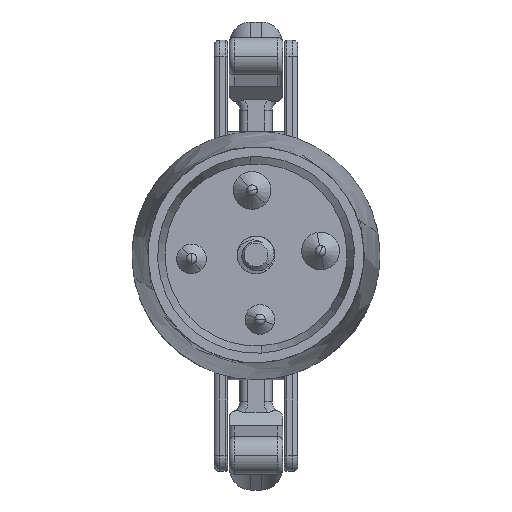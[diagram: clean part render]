
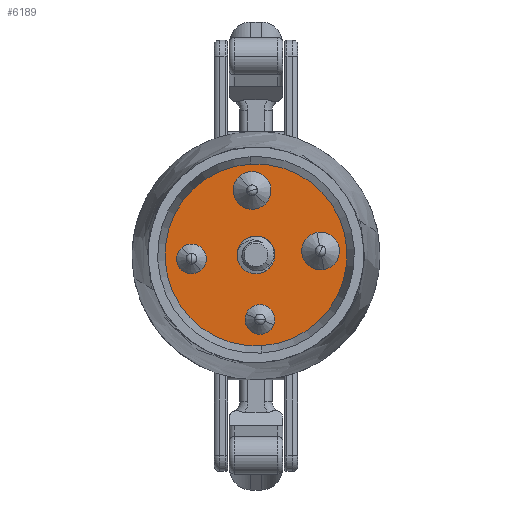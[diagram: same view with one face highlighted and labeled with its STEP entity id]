
A CAD part, top view. The second image highlights one B-rep face of the part: STEP entity #6189.
In plain terms, the highlighted face is planar.
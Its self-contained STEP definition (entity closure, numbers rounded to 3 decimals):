
#80 = CIRCLE ( 'NONE', #6194, 5. ) ;
#185 = EDGE_LOOP ( 'NONE', ( #7845, #10103 ) ) ;
#282 = AXIS2_PLACEMENT_3D ( 'NONE', #1437, #9550, #10413 ) ;
#395 = CIRCLE ( 'NONE', #1247, 33.757 ) ;
#397 = EDGE_CURVE ( 'NONE', #11855, #9974, #9685, .T. ) ;
#436 = EDGE_CURVE ( 'NONE', #456, #5123, #395, .T. ) ;
#456 = VERTEX_POINT ( 'NONE', #11923 ) ;
#610 = VERTEX_POINT ( 'NONE', #8491 ) ;
#744 = DIRECTION ( 'NONE',  ( 0., -1., 0. ) ) ;
#770 = CIRCLE ( 'NONE', #12348, 5. ) ;
#833 = DIRECTION ( 'NONE',  ( 0., 0., 1. ) ) ;
#852 = DIRECTION ( 'NONE',  ( 0., 0., 1. ) ) ;
#909 = CARTESIAN_POINT ( 'NONE',  ( 0., 9., 0. ) ) ;
#1016 = CARTESIAN_POINT ( 'NONE',  ( 0., 9., 24. ) ) ;
#1247 = AXIS2_PLACEMENT_3D ( 'NONE', #2939, #7829, #833 ) ;
#1437 = CARTESIAN_POINT ( 'NONE',  ( 0., 9., 0. ) ) ;
#1615 = FACE_BOUND ( 'NONE', #10875, .T. ) ;
#1883 = ORIENTED_EDGE ( 'NONE', *, *, #12351, .T. ) ;
#1940 = CARTESIAN_POINT ( 'NONE',  ( -24., 9., 0. ) ) ;
#1941 = EDGE_CURVE ( 'NONE', #5123, #456, #5332, .T. ) ;
#1944 = ORIENTED_EDGE ( 'NONE', *, *, #2845, .T. ) ;
#2101 = VERTEX_POINT ( 'NONE', #11876 ) ;
#2109 = CIRCLE ( 'NONE', #4630, 5. ) ;
#2376 = AXIS2_PLACEMENT_3D ( 'NONE', #5367, #8236, #11281 ) ;
#2463 = DIRECTION ( 'NONE',  ( 0., 0., 1. ) ) ;
#2470 = DIRECTION ( 'NONE',  ( 0., 0., 1. ) ) ;
#2733 = DIRECTION ( 'NONE',  ( 0., 1., 0. ) ) ;
#2845 = EDGE_CURVE ( 'NONE', #4792, #2101, #2109, .T. ) ;
#2936 = AXIS2_PLACEMENT_3D ( 'NONE', #5834, #6899, #12768 ) ;
#2939 = CARTESIAN_POINT ( 'NONE',  ( 0., 9., 0. ) ) ;
#3002 = VERTEX_POINT ( 'NONE', #3329 ) ;
#3045 = ORIENTED_EDGE ( 'NONE', *, *, #1941, .T. ) ;
#3084 = DIRECTION ( 'NONE',  ( 0., 1., 0. ) ) ;
#3310 = CIRCLE ( 'NONE', #8362, 5. ) ;
#3322 = CARTESIAN_POINT ( 'NONE',  ( 0., 9., -29. ) ) ;
#3329 = CARTESIAN_POINT ( 'NONE',  ( -24., 9., 5. ) ) ;
#3729 = FACE_BOUND ( 'NONE', #8115, .T. ) ;
#3898 = DIRECTION ( 'NONE',  ( 0., 0., 1. ) ) ;
#4074 = CARTESIAN_POINT ( 'NONE',  ( 0., 9., 19. ) ) ;
#4211 = EDGE_CURVE ( 'NONE', #8837, #9490, #9757, .T. ) ;
#4630 = AXIS2_PLACEMENT_3D ( 'NONE', #8888, #7966, #8948 ) ;
#4718 = AXIS2_PLACEMENT_3D ( 'NONE', #11783, #2733, #2463 ) ;
#4792 = VERTEX_POINT ( 'NONE', #7713 ) ;
#4839 = ORIENTED_EDGE ( 'NONE', *, *, #4211, .T. ) ;
#4930 = ORIENTED_EDGE ( 'NONE', *, *, #436, .T. ) ;
#4967 = DIRECTION ( 'NONE',  ( 0., 0., 1. ) ) ;
#5070 = ORIENTED_EDGE ( 'NONE', *, *, #9184, .T. ) ;
#5123 = VERTEX_POINT ( 'NONE', #6407 ) ;
#5141 = CIRCLE ( 'NONE', #4718, 5. ) ;
#5198 = DIRECTION ( 'NONE',  ( 0., -1., 0. ) ) ;
#5240 = CARTESIAN_POINT ( 'NONE',  ( 0., 9., -24. ) ) ;
#5332 = CIRCLE ( 'NONE', #282, 33.757 ) ;
#5367 = CARTESIAN_POINT ( 'NONE',  ( 0., 9., 24. ) ) ;
#5369 = CIRCLE ( 'NONE', #8980, 5. ) ;
#5550 = FACE_BOUND ( 'NONE', #6769, .T. ) ;
#5624 = FACE_BOUND ( 'NONE', #9941, .T. ) ;
#5753 = DIRECTION ( 'NONE',  ( 0., -1., 0. ) ) ;
#5755 = CARTESIAN_POINT ( 'NONE',  ( 0., 9., 29. ) ) ;
#5788 = EDGE_LOOP ( 'NONE', ( #3045, #4930 ) ) ;
#5808 = CIRCLE ( 'NONE', #7283, 5. ) ;
#5834 = CARTESIAN_POINT ( 'NONE',  ( 0., 9., -24. ) ) ;
#6080 = ORIENTED_EDGE ( 'NONE', *, *, #9475, .F. ) ;
#6180 = CARTESIAN_POINT ( 'NONE',  ( 0., 9., -19. ) ) ;
#6189 = ADVANCED_FACE ( 'NONE', ( #11720, #1615, #9458, #5550, #5624, #3729 ), #9587, .T. ) ;
#6194 = AXIS2_PLACEMENT_3D ( 'NONE', #1016, #744, #12102 ) ;
#6407 = CARTESIAN_POINT ( 'NONE',  ( 0., 9., 33.757 ) ) ;
#6413 = CARTESIAN_POINT ( 'NONE',  ( 0., 9., 0. ) ) ;
#6428 = ORIENTED_EDGE ( 'NONE', *, *, #6433, .T. ) ;
#6433 = EDGE_CURVE ( 'NONE', #3002, #11600, #6909, .T. ) ;
#6549 = DIRECTION ( 'NONE',  ( 0., -1., 0. ) ) ;
#6769 = EDGE_LOOP ( 'NONE', ( #1883, #1944 ) ) ;
#6899 = DIRECTION ( 'NONE',  ( 0., -1., 0. ) ) ;
#6909 = CIRCLE ( 'NONE', #12370, 5. ) ;
#6932 = CARTESIAN_POINT ( 'NONE',  ( -24., 9., 0. ) ) ;
#7233 = ORIENTED_EDGE ( 'NONE', *, *, #10176, .T. ) ;
#7283 = AXIS2_PLACEMENT_3D ( 'NONE', #8472, #6549, #12763 ) ;
#7713 = CARTESIAN_POINT ( 'NONE',  ( 24., 9., -5. ) ) ;
#7829 = DIRECTION ( 'NONE',  ( 0., 1., 0. ) ) ;
#7845 = ORIENTED_EDGE ( 'NONE', *, *, #397, .T. ) ;
#7966 = DIRECTION ( 'NONE',  ( 0., -1., 0. ) ) ;
#8115 = EDGE_LOOP ( 'NONE', ( #6428, #5070 ) ) ;
#8236 = DIRECTION ( 'NONE',  ( 0., -1., 0. ) ) ;
#8362 = AXIS2_PLACEMENT_3D ( 'NONE', #6932, #5198, #3898 ) ;
#8472 = CARTESIAN_POINT ( 'NONE',  ( 24., 9., 0. ) ) ;
#8491 = CARTESIAN_POINT ( 'NONE',  ( 0., 9., 5. ) ) ;
#8837 = VERTEX_POINT ( 'NONE', #5755 ) ;
#8888 = CARTESIAN_POINT ( 'NONE',  ( 24., 9., 0. ) ) ;
#8948 = DIRECTION ( 'NONE',  ( 0., 0., 1. ) ) ;
#8980 = AXIS2_PLACEMENT_3D ( 'NONE', #909, #3084, #852 ) ;
#9184 = EDGE_CURVE ( 'NONE', #11600, #3002, #3310, .T. ) ;
#9458 = FACE_BOUND ( 'NONE', #185, .T. ) ;
#9475 = EDGE_CURVE ( 'NONE', #610, #12080, #5369, .T. ) ;
#9490 = VERTEX_POINT ( 'NONE', #4074 ) ;
#9550 = DIRECTION ( 'NONE',  ( 0., 1., 0. ) ) ;
#9587 = PLANE ( 'NONE',  #12571 ) ;
#9662 = DIRECTION ( 'NONE',  ( 0., 1., 0. ) ) ;
#9685 = CIRCLE ( 'NONE', #2936, 5. ) ;
#9757 = CIRCLE ( 'NONE', #2376, 5. ) ;
#9941 = EDGE_LOOP ( 'NONE', ( #4839, #7233 ) ) ;
#9974 = VERTEX_POINT ( 'NONE', #3322 ) ;
#10103 = ORIENTED_EDGE ( 'NONE', *, *, #12208, .T. ) ;
#10105 = EDGE_CURVE ( 'NONE', #12080, #610, #5141, .T. ) ;
#10176 = EDGE_CURVE ( 'NONE', #9490, #8837, #80, .T. ) ;
#10334 = DIRECTION ( 'NONE',  ( 0., -1., 0. ) ) ;
#10413 = DIRECTION ( 'NONE',  ( 0., 0., 1. ) ) ;
#10875 = EDGE_LOOP ( 'NONE', ( #12042, #6080 ) ) ;
#10877 = CARTESIAN_POINT ( 'NONE',  ( 0., 9., -5. ) ) ;
#11281 = DIRECTION ( 'NONE',  ( 0., 0., 1. ) ) ;
#11600 = VERTEX_POINT ( 'NONE', #12874 ) ;
#11720 = FACE_OUTER_BOUND ( 'NONE', #5788, .T. ) ;
#11783 = CARTESIAN_POINT ( 'NONE',  ( 0., 9., 0. ) ) ;
#11855 = VERTEX_POINT ( 'NONE', #6180 ) ;
#11876 = CARTESIAN_POINT ( 'NONE',  ( 24., 9., 5. ) ) ;
#11923 = CARTESIAN_POINT ( 'NONE',  ( 0., 9., -33.757 ) ) ;
#12042 = ORIENTED_EDGE ( 'NONE', *, *, #10105, .F. ) ;
#12080 = VERTEX_POINT ( 'NONE', #10877 ) ;
#12102 = DIRECTION ( 'NONE',  ( 0., 0., 1. ) ) ;
#12191 = DIRECTION ( 'NONE',  ( 0., 0., 1. ) ) ;
#12208 = EDGE_CURVE ( 'NONE', #9974, #11855, #770, .T. ) ;
#12348 = AXIS2_PLACEMENT_3D ( 'NONE', #5240, #10334, #12191 ) ;
#12351 = EDGE_CURVE ( 'NONE', #2101, #4792, #5808, .T. ) ;
#12370 = AXIS2_PLACEMENT_3D ( 'NONE', #1940, #5753, #4967 ) ;
#12571 = AXIS2_PLACEMENT_3D ( 'NONE', #6413, #9662, #2470 ) ;
#12763 = DIRECTION ( 'NONE',  ( 0., 0., 1. ) ) ;
#12768 = DIRECTION ( 'NONE',  ( 0., 0., 1. ) ) ;
#12874 = CARTESIAN_POINT ( 'NONE',  ( -24., 9., -5. ) ) ;
